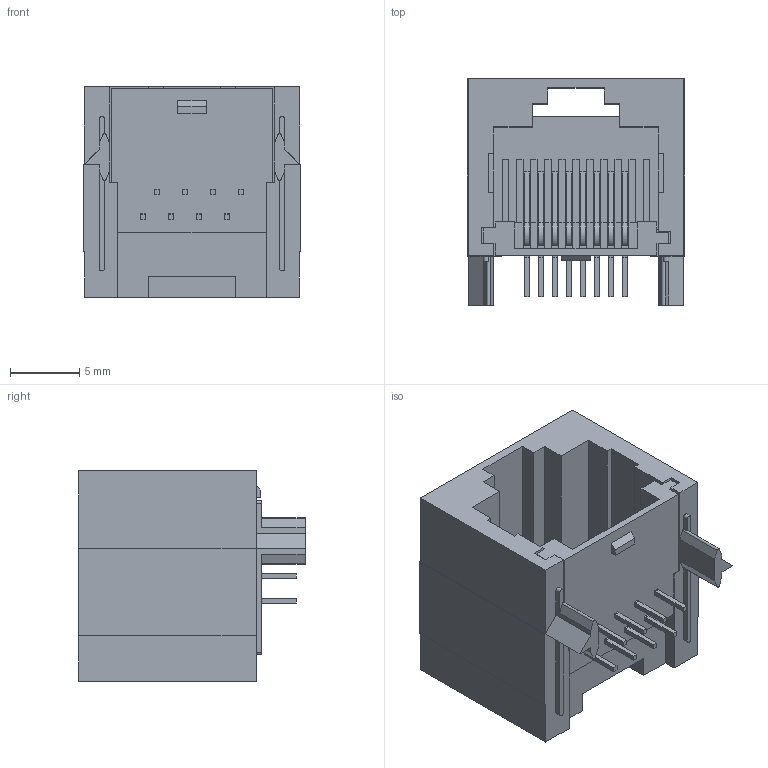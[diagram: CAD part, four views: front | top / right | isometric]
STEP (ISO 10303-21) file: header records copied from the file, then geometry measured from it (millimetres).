
FILE_DESCRIPTION((''),'2;1');
FILE_NAME('C-0406525-11-3','2007-09-05T',('workeradm'),('Tyco Electronics Corporation'),'PRO/ENGINEER BY PARAMETRIC TECHNOLOGY CORPORATION, 2005450','PRO/ENGINEER BY PARAMETRIC TECHNOLOGY CORPORATION, 2005450','');
FILE_SCHEMA(('CONFIG_CONTROL_DESIGN', 'GEOMETRIC_VALIDATION_PROPERTIES_MIM'));
Length unit declared in the file: millimetre
Products named in the file (1): C-0406525-11-3
Bounding box: 15.75 x 16.38 x 15.24 mm (x, y, z)
Volume: 1673.1 mm3; surface area: 2506.1 mm2
Topology: 1 solids, 1 shells, 335 faces, 998 edges, 662 vertices
Faces by surface type: plane 295, cylinder 40
Entity records: 11249 total; most frequent: CARTESIAN_POINT 1996, ORIENTED_EDGE 1996, DIRECTION 1752, EDGE_CURVE 998, VECTOR 914, LINE 914, VERTEX_POINT 662, AXIS2_PLACEMENT_3D 419
